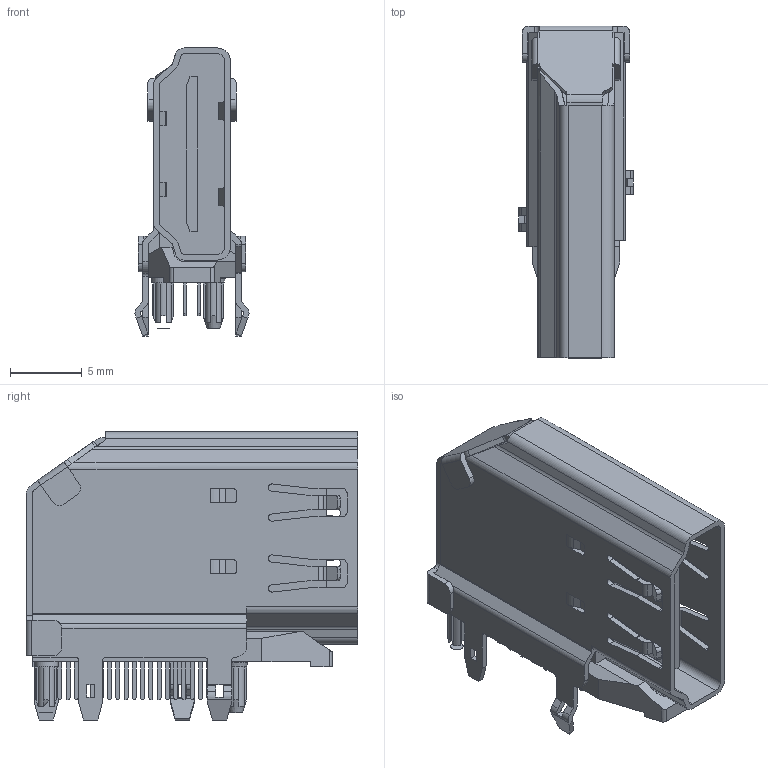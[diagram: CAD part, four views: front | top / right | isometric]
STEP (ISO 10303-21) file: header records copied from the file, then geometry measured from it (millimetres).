
FILE_DESCRIPTION(/* description */ (''),/* implementation_level */ '2;1');
FILE_NAME(/* name */ 'CONN_KDMIX-SL1-NS-WS-B15.stp',/* time_stamp */ '2025-07-28T20:33:31-07:00',/* author */ ('mmajz'),/* organization */ (''),/* preprocessor_version */ 'ST-DEVELOPER v17',/* originating_system */ 'Autodesk Inventor 2019',/* authorisation */ '');
FILE_SCHEMA (('AUTOMOTIVE_DESIGN { 1 0 10303 214 3 1 1 }'));
Length unit declared in the file: millimetre
Products named in the file (1): CONN_KDMIX-SL1-NS-WS-B15
Bounding box: 7.96 x 23.15 x 20.1 mm (x, y, z)
Volume: 1529.6 mm3; surface area: 1972.4 mm2
Topology: 1 solids, 1 shells, 573 faces, 1626 edges, 1072 vertices
Faces by surface type: plane 407, cylinder 163, cone 3
Full cylindrical faces by diameter (mm): 1.65 x1
Entity records: 18690 total; most frequent: CARTESIAN_POINT 3314, ORIENTED_EDGE 3252, DIRECTION 3104, EDGE_CURVE 1626, LINE 1260, VECTOR 1260, VERTEX_POINT 1072, AXIS2_PLACEMENT_3D 922
